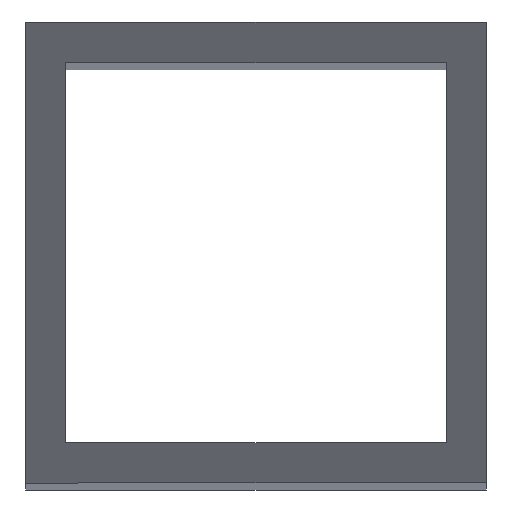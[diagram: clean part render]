
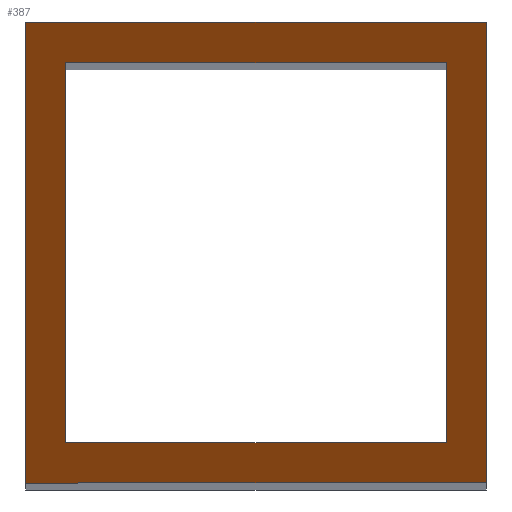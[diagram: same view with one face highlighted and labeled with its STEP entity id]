
A CAD part, top view. The second image highlights one B-rep face of the part: STEP entity #387.
In plain terms, the highlighted planar face has unit normal (-0.707, 0, 0.707).
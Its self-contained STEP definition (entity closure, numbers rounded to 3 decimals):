
#43 = PLANE('',#44);
#44 = AXIS2_PLACEMENT_3D('',#45,#46,#47);
#45 = CARTESIAN_POINT('',(-15.875,15.875,0.));
#46 = DIRECTION('',(0.,1.,0.));
#47 = DIRECTION('',(1.,0.,0.));
#68 = VERTEX_POINT('',#69);
#69 = CARTESIAN_POINT('',(-15.875,15.875,273.05));
#83 = PLANE('',#84);
#84 = AXIS2_PLACEMENT_3D('',#85,#86,#87);
#85 = CARTESIAN_POINT('',(-15.875,-15.875,0.));
#86 = DIRECTION('',(-1.,0.,0.));
#87 = DIRECTION('',(0.,1.,0.));
#95 = EDGE_CURVE('',#68,#96,#98,.T.);
#96 = VERTEX_POINT('',#97);
#97 = CARTESIAN_POINT('',(15.875,15.875,304.8));
#98 = SURFACE_CURVE('',#99,(#103,#110),.PCURVE_S1.);
#99 = LINE('',#100,#101);
#100 = CARTESIAN_POINT('',(-15.875,15.875,273.05));
#101 = VECTOR('',#102,1.);
#102 = DIRECTION('',(0.707,0.,0.707));
#103 = PCURVE('',#43,#104);
#104 = DEFINITIONAL_REPRESENTATION('',(#105),#109);
#105 = LINE('',#106,#107);
#106 = CARTESIAN_POINT('',(0.,-273.05));
#107 = VECTOR('',#108,1.);
#108 = DIRECTION('',(0.707,-0.707));
#109 = ( GEOMETRIC_REPRESENTATION_CONTEXT(2) 
PARAMETRIC_REPRESENTATION_CONTEXT() REPRESENTATION_CONTEXT('2D SPACE',''
  ) );
#110 = PCURVE('',#111,#116);
#111 = PLANE('',#112);
#112 = AXIS2_PLACEMENT_3D('',#113,#114,#115);
#113 = CARTESIAN_POINT('',(-15.875,-15.875,273.05));
#114 = DIRECTION('',(0.707,0.,-0.707)
  );
#115 = DIRECTION('',(0.707,0.,0.707));
#116 = DEFINITIONAL_REPRESENTATION('',(#117),#121);
#117 = LINE('',#118,#119);
#118 = CARTESIAN_POINT('',(0.,-31.75));
#119 = VECTOR('',#120,1.);
#120 = DIRECTION('',(1.,0.));
#121 = ( GEOMETRIC_REPRESENTATION_CONTEXT(2) 
PARAMETRIC_REPRESENTATION_CONTEXT() REPRESENTATION_CONTEXT('2D SPACE',''
  ) );
#137 = PLANE('',#138);
#138 = AXIS2_PLACEMENT_3D('',#139,#140,#141);
#139 = CARTESIAN_POINT('',(15.875,15.875,0.));
#140 = DIRECTION('',(1.,0.,0.));
#141 = DIRECTION('',(0.,-1.,0.));
#192 = PLANE('',#193);
#193 = AXIS2_PLACEMENT_3D('',#194,#195,#196);
#194 = CARTESIAN_POINT('',(15.875,-15.875,0.));
#195 = DIRECTION('',(0.,-1.,0.));
#196 = DIRECTION('',(-1.,0.,0.));
#245 = PLANE('',#246);
#246 = AXIS2_PLACEMENT_3D('',#247,#248,#249);
#247 = CARTESIAN_POINT('',(-13.106,13.106,0.));
#248 = DIRECTION('',(0.,1.,0.));
#249 = DIRECTION('',(1.,0.,0.));
#273 = PLANE('',#274);
#274 = AXIS2_PLACEMENT_3D('',#275,#276,#277);
#275 = CARTESIAN_POINT('',(13.106,13.106,0.));
#276 = DIRECTION('',(1.,0.,0.));
#277 = DIRECTION('',(0.,-1.,0.));
#301 = PLANE('',#302);
#302 = AXIS2_PLACEMENT_3D('',#303,#304,#305);
#303 = CARTESIAN_POINT('',(13.106,-13.106,0.));
#304 = DIRECTION('',(0.,-1.,0.));
#305 = DIRECTION('',(-1.,0.,0.));
#327 = PLANE('',#328);
#328 = AXIS2_PLACEMENT_3D('',#329,#330,#331);
#329 = CARTESIAN_POINT('',(-13.106,-13.106,0.));
#330 = DIRECTION('',(-1.,0.,0.));
#331 = DIRECTION('',(0.,1.,0.));
#343 = EDGE_CURVE('',#344,#96,#346,.T.);
#344 = VERTEX_POINT('',#345);
#345 = CARTESIAN_POINT('',(15.875,-15.875,304.8));
#346 = SURFACE_CURVE('',#347,(#351,#358),.PCURVE_S1.);
#347 = LINE('',#348,#349);
#348 = CARTESIAN_POINT('',(15.875,-15.875,304.8));
#349 = VECTOR('',#350,1.);
#350 = DIRECTION('',(0.,1.,0.));
#351 = PCURVE('',#137,#352);
#352 = DEFINITIONAL_REPRESENTATION('',(#353),#357);
#353 = LINE('',#354,#355);
#354 = CARTESIAN_POINT('',(31.75,-304.8));
#355 = VECTOR('',#356,1.);
#356 = DIRECTION('',(-1.,0.));
#357 = ( GEOMETRIC_REPRESENTATION_CONTEXT(2) 
PARAMETRIC_REPRESENTATION_CONTEXT() REPRESENTATION_CONTEXT('2D SPACE',''
  ) );
#358 = PCURVE('',#111,#359);
#359 = DEFINITIONAL_REPRESENTATION('',(#360),#364);
#360 = LINE('',#361,#362);
#361 = CARTESIAN_POINT('',(44.901,0.));
#362 = VECTOR('',#363,1.);
#363 = DIRECTION('',(0.,-1.));
#364 = ( GEOMETRIC_REPRESENTATION_CONTEXT(2) 
PARAMETRIC_REPRESENTATION_CONTEXT() REPRESENTATION_CONTEXT('2D SPACE',''
  ) );
#387 = ADVANCED_FACE('',(#388,#436),#111,.F.);
#388 = FACE_BOUND('',#389,.F.);
#389 = EDGE_LOOP('',(#390,#413,#414,#415));
#390 = ORIENTED_EDGE('',*,*,#391,.T.);
#391 = EDGE_CURVE('',#392,#68,#394,.T.);
#392 = VERTEX_POINT('',#393);
#393 = CARTESIAN_POINT('',(-15.875,-15.875,273.05));
#394 = SURFACE_CURVE('',#395,(#399,#406),.PCURVE_S1.);
#395 = LINE('',#396,#397);
#396 = CARTESIAN_POINT('',(-15.875,-15.875,273.05));
#397 = VECTOR('',#398,1.);
#398 = DIRECTION('',(0.,1.,0.));
#399 = PCURVE('',#111,#400);
#400 = DEFINITIONAL_REPRESENTATION('',(#401),#405);
#401 = LINE('',#402,#403);
#402 = CARTESIAN_POINT('',(0.,0.));
#403 = VECTOR('',#404,1.);
#404 = DIRECTION('',(0.,-1.));
#405 = ( GEOMETRIC_REPRESENTATION_CONTEXT(2) 
PARAMETRIC_REPRESENTATION_CONTEXT() REPRESENTATION_CONTEXT('2D SPACE',''
  ) );
#406 = PCURVE('',#83,#407);
#407 = DEFINITIONAL_REPRESENTATION('',(#408),#412);
#408 = LINE('',#409,#410);
#409 = CARTESIAN_POINT('',(0.,-273.05));
#410 = VECTOR('',#411,1.);
#411 = DIRECTION('',(1.,0.));
#412 = ( GEOMETRIC_REPRESENTATION_CONTEXT(2) 
PARAMETRIC_REPRESENTATION_CONTEXT() REPRESENTATION_CONTEXT('2D SPACE',''
  ) );
#413 = ORIENTED_EDGE('',*,*,#95,.T.);
#414 = ORIENTED_EDGE('',*,*,#343,.F.);
#415 = ORIENTED_EDGE('',*,*,#416,.F.);
#416 = EDGE_CURVE('',#392,#344,#417,.T.);
#417 = SURFACE_CURVE('',#418,(#422,#429),.PCURVE_S1.);
#418 = LINE('',#419,#420);
#419 = CARTESIAN_POINT('',(-15.875,-15.875,273.05));
#420 = VECTOR('',#421,1.);
#421 = DIRECTION('',(0.707,0.,0.707));
#422 = PCURVE('',#111,#423);
#423 = DEFINITIONAL_REPRESENTATION('',(#424),#428);
#424 = LINE('',#425,#426);
#425 = CARTESIAN_POINT('',(0.,0.));
#426 = VECTOR('',#427,1.);
#427 = DIRECTION('',(1.,0.));
#428 = ( GEOMETRIC_REPRESENTATION_CONTEXT(2) 
PARAMETRIC_REPRESENTATION_CONTEXT() REPRESENTATION_CONTEXT('2D SPACE',''
  ) );
#429 = PCURVE('',#192,#430);
#430 = DEFINITIONAL_REPRESENTATION('',(#431),#435);
#431 = LINE('',#432,#433);
#432 = CARTESIAN_POINT('',(31.75,-273.05));
#433 = VECTOR('',#434,1.);
#434 = DIRECTION('',(-0.707,-0.707));
#435 = ( GEOMETRIC_REPRESENTATION_CONTEXT(2) 
PARAMETRIC_REPRESENTATION_CONTEXT() REPRESENTATION_CONTEXT('2D SPACE',''
  ) );
#436 = FACE_BOUND('',#437,.F.);
#437 = EDGE_LOOP('',(#438,#461,#482,#503));
#438 = ORIENTED_EDGE('',*,*,#439,.T.);
#439 = EDGE_CURVE('',#440,#442,#444,.T.);
#440 = VERTEX_POINT('',#441);
#441 = CARTESIAN_POINT('',(13.106,-13.106,
    302.031));
#442 = VERTEX_POINT('',#443);
#443 = CARTESIAN_POINT('',(13.106,13.106,
    302.031));
#444 = SURFACE_CURVE('',#445,(#449,#455),.PCURVE_S1.);
#445 = LINE('',#446,#447);
#446 = CARTESIAN_POINT('',(13.106,-1.384,
    302.031));
#447 = VECTOR('',#448,1.);
#448 = DIRECTION('',(0.,1.,0.));
#449 = PCURVE('',#111,#450);
#450 = DEFINITIONAL_REPRESENTATION('',(#451),#454);
#451 = B_SPLINE_CURVE_WITH_KNOTS('',1,(#452,#453),.UNSPECIFIED.,.F.,.F.,
  (2,2),(-14.343,17.112),.PIECEWISE_BEZIER_KNOTS.);
#452 = CARTESIAN_POINT('',(40.986,-0.147));
#453 = CARTESIAN_POINT('',(40.986,-31.603));
#454 = ( GEOMETRIC_REPRESENTATION_CONTEXT(2) 
PARAMETRIC_REPRESENTATION_CONTEXT() REPRESENTATION_CONTEXT('2D SPACE',''
  ) );
#455 = PCURVE('',#273,#456);
#456 = DEFINITIONAL_REPRESENTATION('',(#457),#460);
#457 = B_SPLINE_CURVE_WITH_KNOTS('',1,(#458,#459),.UNSPECIFIED.,.F.,.F.,
  (2,2),(-14.343,17.112),.PIECEWISE_BEZIER_KNOTS.);
#458 = CARTESIAN_POINT('',(28.834,-302.031));
#459 = CARTESIAN_POINT('',(-2.621,-302.031));
#460 = ( GEOMETRIC_REPRESENTATION_CONTEXT(2) 
PARAMETRIC_REPRESENTATION_CONTEXT() REPRESENTATION_CONTEXT('2D SPACE',''
  ) );
#461 = ORIENTED_EDGE('',*,*,#462,.T.);
#462 = EDGE_CURVE('',#442,#463,#465,.T.);
#463 = VERTEX_POINT('',#464);
#464 = CARTESIAN_POINT('',(-13.106,13.106,
    275.819));
#465 = SURFACE_CURVE('',#466,(#470,#476),.PCURVE_S1.);
#466 = LINE('',#467,#468);
#467 = CARTESIAN_POINT('',(-83.445,13.106,205.48));
#468 = VECTOR('',#469,1.);
#469 = DIRECTION('',(-0.707,0.,-0.707));
#470 = PCURVE('',#111,#471);
#471 = DEFINITIONAL_REPRESENTATION('',(#472),#475);
#472 = B_SPLINE_CURVE_WITH_KNOTS('',1,(#473,#474),.UNSPECIFIED.,.F.,.F.,
  (2,2),(-140.252,-95.767),.PIECEWISE_BEZIER_KNOTS.);
#473 = CARTESIAN_POINT('',(44.693,-28.981));
#474 = CARTESIAN_POINT('',(0.208,-28.981));
#475 = ( GEOMETRIC_REPRESENTATION_CONTEXT(2) 
PARAMETRIC_REPRESENTATION_CONTEXT() REPRESENTATION_CONTEXT('2D SPACE',''
  ) );
#476 = PCURVE('',#245,#477);
#477 = DEFINITIONAL_REPRESENTATION('',(#478),#481);
#478 = B_SPLINE_CURVE_WITH_KNOTS('',1,(#479,#480),.UNSPECIFIED.,.F.,.F.,
  (2,2),(-140.252,-95.767),.PIECEWISE_BEZIER_KNOTS.);
#479 = CARTESIAN_POINT('',(28.834,-304.653));
#480 = CARTESIAN_POINT('',(-2.621,-273.197));
#481 = ( GEOMETRIC_REPRESENTATION_CONTEXT(2) 
PARAMETRIC_REPRESENTATION_CONTEXT() REPRESENTATION_CONTEXT('2D SPACE',''
  ) );
#482 = ORIENTED_EDGE('',*,*,#483,.T.);
#483 = EDGE_CURVE('',#463,#484,#486,.T.);
#484 = VERTEX_POINT('',#485);
#485 = CARTESIAN_POINT('',(-13.106,-13.106,
    275.819));
#486 = SURFACE_CURVE('',#487,(#491,#497),.PCURVE_S1.);
#487 = LINE('',#488,#489);
#488 = CARTESIAN_POINT('',(-13.106,-14.491,
    275.819));
#489 = VECTOR('',#490,1.);
#490 = DIRECTION('',(0.,-1.,0.));
#491 = PCURVE('',#111,#492);
#492 = DEFINITIONAL_REPRESENTATION('',(#493),#496);
#493 = B_SPLINE_CURVE_WITH_KNOTS('',1,(#494,#495),.UNSPECIFIED.,.F.,.F.,
  (2,2),(-30.218,1.237),.PIECEWISE_BEZIER_KNOTS.);
#494 = CARTESIAN_POINT('',(3.915,-31.603));
#495 = CARTESIAN_POINT('',(3.915,-0.147));
#496 = ( GEOMETRIC_REPRESENTATION_CONTEXT(2) 
PARAMETRIC_REPRESENTATION_CONTEXT() REPRESENTATION_CONTEXT('2D SPACE',''
  ) );
#497 = PCURVE('',#327,#498);
#498 = DEFINITIONAL_REPRESENTATION('',(#499),#502);
#499 = B_SPLINE_CURVE_WITH_KNOTS('',1,(#500,#501),.UNSPECIFIED.,.F.,.F.,
  (2,2),(-30.218,1.237),.PIECEWISE_BEZIER_KNOTS.);
#500 = CARTESIAN_POINT('',(28.834,-275.819));
#501 = CARTESIAN_POINT('',(-2.621,-275.819));
#502 = ( GEOMETRIC_REPRESENTATION_CONTEXT(2) 
PARAMETRIC_REPRESENTATION_CONTEXT() REPRESENTATION_CONTEXT('2D SPACE',''
  ) );
#503 = ORIENTED_EDGE('',*,*,#504,.T.);
#504 = EDGE_CURVE('',#484,#440,#505,.T.);
#505 = SURFACE_CURVE('',#506,(#510,#516),.PCURVE_S1.);
#506 = LINE('',#507,#508);
#507 = CARTESIAN_POINT('',(-76.892,-13.106,212.033));
#508 = VECTOR('',#509,1.);
#509 = DIRECTION('',(0.707,0.,0.707));
#510 = PCURVE('',#111,#511);
#511 = DEFINITIONAL_REPRESENTATION('',(#512),#515);
#512 = B_SPLINE_CURVE_WITH_KNOTS('',1,(#513,#514),.UNSPECIFIED.,.F.,.F.,
  (2,2),(86.5,130.984),.PIECEWISE_BEZIER_KNOTS.);
#513 = CARTESIAN_POINT('',(0.208,-2.769));
#514 = CARTESIAN_POINT('',(44.693,-2.769));
#515 = ( GEOMETRIC_REPRESENTATION_CONTEXT(2) 
PARAMETRIC_REPRESENTATION_CONTEXT() REPRESENTATION_CONTEXT('2D SPACE',''
  ) );
#516 = PCURVE('',#301,#517);
#517 = DEFINITIONAL_REPRESENTATION('',(#518),#521);
#518 = B_SPLINE_CURVE_WITH_KNOTS('',1,(#519,#520),.UNSPECIFIED.,.F.,.F.,
  (2,2),(86.5,130.984),.PIECEWISE_BEZIER_KNOTS.);
#519 = CARTESIAN_POINT('',(28.834,-273.197));
#520 = CARTESIAN_POINT('',(-2.621,-304.653));
#521 = ( GEOMETRIC_REPRESENTATION_CONTEXT(2) 
PARAMETRIC_REPRESENTATION_CONTEXT() REPRESENTATION_CONTEXT('2D SPACE',''
  ) );
